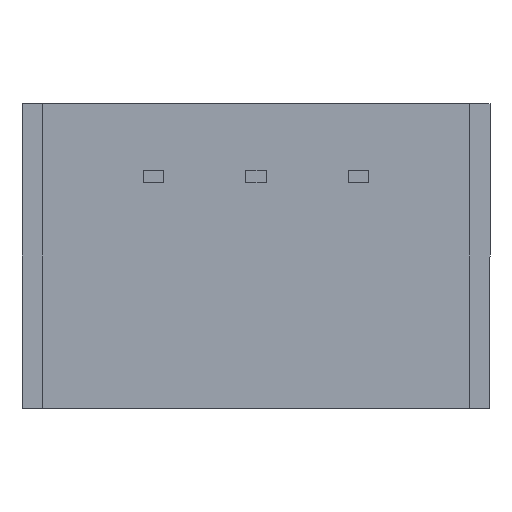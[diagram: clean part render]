
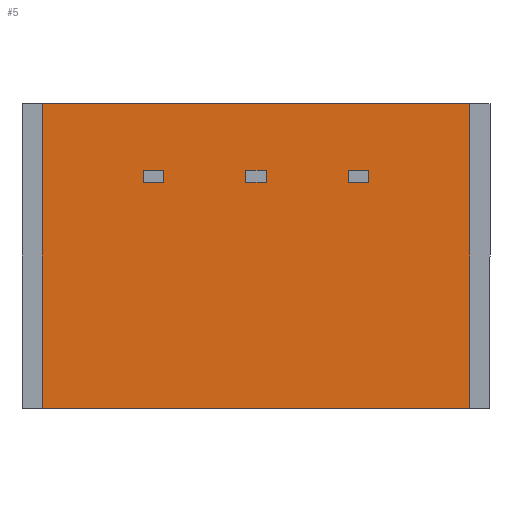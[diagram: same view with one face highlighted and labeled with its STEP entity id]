
A CAD part, front view. The second image highlights one B-rep face of the part: STEP entity #5.
In plain terms, the highlighted planar face has unit normal (0, -1, 0).
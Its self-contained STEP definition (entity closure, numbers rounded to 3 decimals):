
#5 = ADVANCED_FACE ( 'NONE', ( #1092, #656, #390, #332 ), #510, .T. ) ;
#14 = VECTOR ( 'NONE', #57, 1000. ) ;
#17 = EDGE_CURVE ( 'NONE', #1004, #1052, #260, .T. ) ;
#19 = VERTEX_POINT ( 'NONE', #142 ) ;
#31 = EDGE_LOOP ( 'NONE', ( #672, #264, #565, #246 ) ) ;
#35 = CARTESIAN_POINT ( 'NONE',  ( 2.29, 0.5, 1.825 ) ) ;
#40 = LINE ( 'NONE', #353, #1016 ) ;
#41 = CARTESIAN_POINT ( 'NONE',  ( -2.79, 0.5, 2.125 ) ) ;
#57 = DIRECTION ( 'NONE',  ( 0., 0., -1. ) ) ;
#63 = VERTEX_POINT ( 'NONE', #267 ) ;
#68 = LINE ( 'NONE', #41, #1147 ) ;
#72 = LINE ( 'NONE', #533, #447 ) ;
#86 = DIRECTION ( 'NONE',  ( 0., 0., 1. ) ) ;
#100 = DIRECTION ( 'NONE',  ( 0., 0., 1. ) ) ;
#112 = LINE ( 'NONE', #536, #461 ) ;
#132 = DIRECTION ( 'NONE',  ( 0., 0., 1. ) ) ;
#142 = CARTESIAN_POINT ( 'NONE',  ( 0.25, 0.5, 1.825 ) ) ;
#147 = CARTESIAN_POINT ( 'NONE',  ( -5.3, 0.5, 3.775 ) ) ;
#155 = EDGE_LOOP ( 'NONE', ( #420, #674, #376, #1235 ) ) ;
#159 = CARTESIAN_POINT ( 'NONE',  ( 2.79, 0.5, 2.125 ) ) ;
#160 = EDGE_CURVE ( 'NONE', #19, #639, #717, .T. ) ;
#169 = CARTESIAN_POINT ( 'NONE',  ( -2.79, 0.5, 1.825 ) ) ;
#172 = VECTOR ( 'NONE', #1111, 1000. ) ;
#176 = VECTOR ( 'NONE', #997, 1000. ) ;
#180 = VERTEX_POINT ( 'NONE', #188 ) ;
#188 = CARTESIAN_POINT ( 'NONE',  ( 5.3, 0.5, 3.775 ) ) ;
#211 = ORIENTED_EDGE ( 'NONE', *, *, #532, .T. ) ;
#216 = CARTESIAN_POINT ( 'NONE',  ( -0.25, 0.5, 2.125 ) ) ;
#226 = CARTESIAN_POINT ( 'NONE',  ( -5.3, 0.5, -3.775 ) ) ;
#229 = CARTESIAN_POINT ( 'NONE',  ( 5.3, 0.5, 3.775 ) ) ;
#238 = LINE ( 'NONE', #216, #1246 ) ;
#244 = ORIENTED_EDGE ( 'NONE', *, *, #506, .T. ) ;
#246 = ORIENTED_EDGE ( 'NONE', *, *, #760, .F. ) ;
#252 = CARTESIAN_POINT ( 'NONE',  ( -5.3, 0.5, 3.775 ) ) ;
#260 = LINE ( 'NONE', #818, #291 ) ;
#264 = ORIENTED_EDGE ( 'NONE', *, *, #773, .F. ) ;
#267 = CARTESIAN_POINT ( 'NONE',  ( -2.29, 0.5, 2.125 ) ) ;
#269 = VECTOR ( 'NONE', #100, 1000. ) ;
#290 = DIRECTION ( 'NONE',  ( 1., 0., 0. ) ) ;
#291 = VECTOR ( 'NONE', #621, 1000. ) ;
#294 = CARTESIAN_POINT ( 'NONE',  ( 0.25, 0.5, 2.125 ) ) ;
#332 = FACE_BOUND ( 'NONE', #626, .T. ) ;
#334 = ORIENTED_EDGE ( 'NONE', *, *, #812, .F. ) ;
#342 = CARTESIAN_POINT ( 'NONE',  ( -2.29, 0.5, 1.825 ) ) ;
#350 = DIRECTION ( 'NONE',  ( 1., 0., 0. ) ) ;
#353 = CARTESIAN_POINT ( 'NONE',  ( -0.25, 0.5, 1.825 ) ) ;
#360 = CARTESIAN_POINT ( 'NONE',  ( -0.25, 0.5, 2.125 ) ) ;
#375 = EDGE_CURVE ( 'NONE', #1075, #515, #928, .T. ) ;
#376 = ORIENTED_EDGE ( 'NONE', *, *, #841, .F. ) ;
#388 = CARTESIAN_POINT ( 'NONE',  ( 2.29, 0.5, 1.825 ) ) ;
#390 = FACE_BOUND ( 'NONE', #31, .T. ) ;
#399 = LINE ( 'NONE', #360, #716 ) ;
#420 = ORIENTED_EDGE ( 'NONE', *, *, #994, .F. ) ;
#423 = CARTESIAN_POINT ( 'NONE',  ( -5.3, 0.5, -3.775 ) ) ;
#438 = EDGE_CURVE ( 'NONE', #594, #1078, #238, .T. ) ;
#447 = VECTOR ( 'NONE', #537, 1000. ) ;
#455 = DIRECTION ( 'NONE',  ( 0., 0., -1. ) ) ;
#461 = VECTOR ( 'NONE', #455, 1000. ) ;
#472 = ORIENTED_EDGE ( 'NONE', *, *, #17, .F. ) ;
#481 = VECTOR ( 'NONE', #86, 1000. ) ;
#490 = EDGE_CURVE ( 'NONE', #515, #180, #682, .T. ) ;
#495 = VERTEX_POINT ( 'NONE', #35 ) ;
#499 = ORIENTED_EDGE ( 'NONE', *, *, #1156, .F. ) ;
#506 = EDGE_CURVE ( 'NONE', #180, #1166, #949, .T. ) ;
#510 = PLANE ( 'NONE',  #521 ) ;
#515 = VERTEX_POINT ( 'NONE', #736 ) ;
#521 = AXIS2_PLACEMENT_3D ( 'NONE', #423, #538, #1222 ) ;
#524 = CARTESIAN_POINT ( 'NONE',  ( -0.25, 0.5, 1.825 ) ) ;
#527 = CARTESIAN_POINT ( 'NONE',  ( -2.79, 0.5, 1.825 ) ) ;
#528 = ORIENTED_EDGE ( 'NONE', *, *, #1174, .F. ) ;
#532 = EDGE_CURVE ( 'NONE', #1166, #1075, #987, .T. ) ;
#533 = CARTESIAN_POINT ( 'NONE',  ( -2.79, 0.5, 2.125 ) ) ;
#536 = CARTESIAN_POINT ( 'NONE',  ( 2.29, 0.5, 2.125 ) ) ;
#537 = DIRECTION ( 'NONE',  ( -1., 0., 0. ) ) ;
#538 = DIRECTION ( 'NONE',  ( 0., -1., 0. ) ) ;
#539 = VECTOR ( 'NONE', #290, 1000. ) ;
#550 = VERTEX_POINT ( 'NONE', #342 ) ;
#565 = ORIENTED_EDGE ( 'NONE', *, *, #160, .F. ) ;
#573 = EDGE_CURVE ( 'NONE', #781, #550, #1048, .T. ) ;
#579 = CARTESIAN_POINT ( 'NONE',  ( 2.79, 0.5, 1.825 ) ) ;
#587 = VECTOR ( 'NONE', #132, 1000. ) ;
#594 = VERTEX_POINT ( 'NONE', #1025 ) ;
#621 = DIRECTION ( 'NONE',  ( -1., 0., 0. ) ) ;
#622 = CARTESIAN_POINT ( 'NONE',  ( 2.29, 0.5, 2.125 ) ) ;
#624 = EDGE_CURVE ( 'NONE', #63, #1104, #72, .T. ) ;
#626 = EDGE_LOOP ( 'NONE', ( #499, #472, #528, #334 ) ) ;
#639 = VERTEX_POINT ( 'NONE', #641 ) ;
#641 = CARTESIAN_POINT ( 'NONE',  ( 0.25, 0.5, 2.125 ) ) ;
#656 = FACE_BOUND ( 'NONE', #155, .T. ) ;
#672 = ORIENTED_EDGE ( 'NONE', *, *, #438, .F. ) ;
#674 = ORIENTED_EDGE ( 'NONE', *, *, #624, .F. ) ;
#682 = LINE ( 'NONE', #229, #587 ) ;
#716 = VECTOR ( 'NONE', #1049, 1000. ) ;
#717 = LINE ( 'NONE', #294, #481 ) ;
#736 = CARTESIAN_POINT ( 'NONE',  ( 5.3, 0.5, -3.775 ) ) ;
#742 = LINE ( 'NONE', #159, #172 ) ;
#754 = ORIENTED_EDGE ( 'NONE', *, *, #490, .T. ) ;
#760 = EDGE_CURVE ( 'NONE', #1078, #19, #40, .T. ) ;
#766 = ORIENTED_EDGE ( 'NONE', *, *, #375, .T. ) ;
#773 = EDGE_CURVE ( 'NONE', #639, #594, #399, .T. ) ;
#781 = VERTEX_POINT ( 'NONE', #169 ) ;
#787 = VECTOR ( 'NONE', #350, 1000. ) ;
#808 = DIRECTION ( 'NONE',  ( 0., 0., -1. ) ) ;
#812 = EDGE_CURVE ( 'NONE', #495, #861, #1258, .T. ) ;
#814 = CARTESIAN_POINT ( 'NONE',  ( 2.79, 0.5, 2.125 ) ) ;
#818 = CARTESIAN_POINT ( 'NONE',  ( 2.29, 0.5, 2.125 ) ) ;
#822 = DIRECTION ( 'NONE',  ( -1., 0., 0. ) ) ;
#841 = EDGE_CURVE ( 'NONE', #550, #63, #1061, .T. ) ;
#861 = VERTEX_POINT ( 'NONE', #579 ) ;
#880 = CARTESIAN_POINT ( 'NONE',  ( -2.29, 0.5, 2.125 ) ) ;
#928 = LINE ( 'NONE', #1200, #176 ) ;
#947 = CARTESIAN_POINT ( 'NONE',  ( -2.79, 0.5, 2.125 ) ) ;
#949 = LINE ( 'NONE', #1214, #1259 ) ;
#987 = LINE ( 'NONE', #252, #14 ) ;
#994 = EDGE_CURVE ( 'NONE', #1104, #781, #68, .T. ) ;
#997 = DIRECTION ( 'NONE',  ( 1., 0., 0. ) ) ;
#1004 = VERTEX_POINT ( 'NONE', #814 ) ;
#1016 = VECTOR ( 'NONE', #1041, 1000. ) ;
#1025 = CARTESIAN_POINT ( 'NONE',  ( -0.25, 0.5, 2.125 ) ) ;
#1041 = DIRECTION ( 'NONE',  ( 1., 0., 0. ) ) ;
#1048 = LINE ( 'NONE', #527, #787 ) ;
#1049 = DIRECTION ( 'NONE',  ( -1., 0., 0. ) ) ;
#1052 = VERTEX_POINT ( 'NONE', #622 ) ;
#1061 = LINE ( 'NONE', #880, #269 ) ;
#1075 = VERTEX_POINT ( 'NONE', #226 ) ;
#1078 = VERTEX_POINT ( 'NONE', #524 ) ;
#1092 = FACE_OUTER_BOUND ( 'NONE', #1154, .T. ) ;
#1104 = VERTEX_POINT ( 'NONE', #947 ) ;
#1111 = DIRECTION ( 'NONE',  ( 0., 0., 1. ) ) ;
#1147 = VECTOR ( 'NONE', #1193, 1000. ) ;
#1154 = EDGE_LOOP ( 'NONE', ( #211, #766, #754, #244 ) ) ;
#1156 = EDGE_CURVE ( 'NONE', #1052, #495, #112, .T. ) ;
#1166 = VERTEX_POINT ( 'NONE', #147 ) ;
#1174 = EDGE_CURVE ( 'NONE', #861, #1004, #742, .T. ) ;
#1193 = DIRECTION ( 'NONE',  ( 0., 0., -1. ) ) ;
#1200 = CARTESIAN_POINT ( 'NONE',  ( -5.3, 0.5, -3.775 ) ) ;
#1214 = CARTESIAN_POINT ( 'NONE',  ( -5.3, 0.5, 3.775 ) ) ;
#1222 = DIRECTION ( 'NONE',  ( 0., 0., -1. ) ) ;
#1235 = ORIENTED_EDGE ( 'NONE', *, *, #573, .F. ) ;
#1246 = VECTOR ( 'NONE', #808, 1000. ) ;
#1258 = LINE ( 'NONE', #388, #539 ) ;
#1259 = VECTOR ( 'NONE', #822, 1000. ) ;
